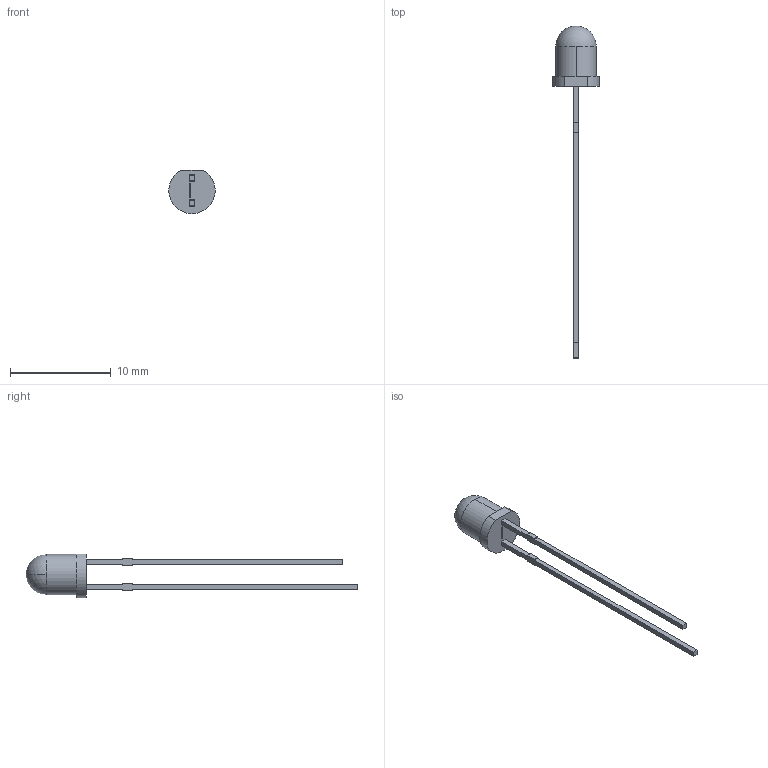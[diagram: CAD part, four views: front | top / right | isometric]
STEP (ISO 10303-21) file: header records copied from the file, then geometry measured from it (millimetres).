
FILE_DESCRIPTION (( 'STEP AP214' ), '1' );
FILE_NAME ('XLxx44.STEP', '2015-09-04T23:50:30', ( '' ), ( '' ), 'SwSTEP 2.0', 'SolidWorks 2012', '' );
FILE_SCHEMA (( 'AUTOMOTIVE_DESIGN' ));
Length unit declared in the file: millimetre
Products named in the file (1): XLxx44
Bounding box: 4.59 x 33 x 4.3 mm (x, y, z)
Volume: 83.9 mm3; surface area: 203.2 mm2
Topology: 1 solids, 1 shells, 225 faces, 616 edges, 409 vertices
Faces by surface type: plane 151, bspline 68, cylinder 4, sphere 2
Entity records: 10149 total; most frequent: CARTESIAN_POINT 4461, ORIENTED_EDGE 1228, DIRECTION 806, EDGE_CURVE 614, VECTOR 466, LINE 466, VERTEX_POINT 409, EDGE_LOOP 243
